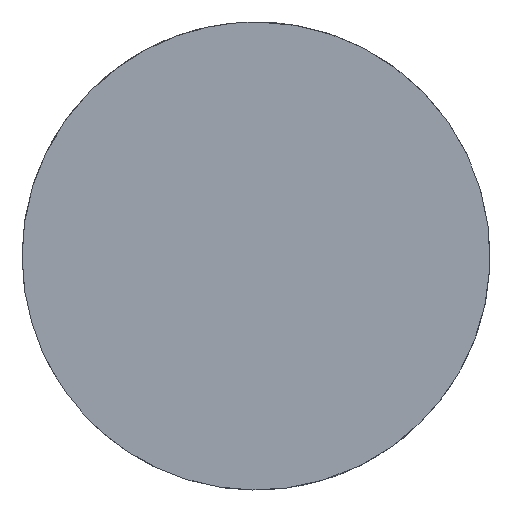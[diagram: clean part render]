
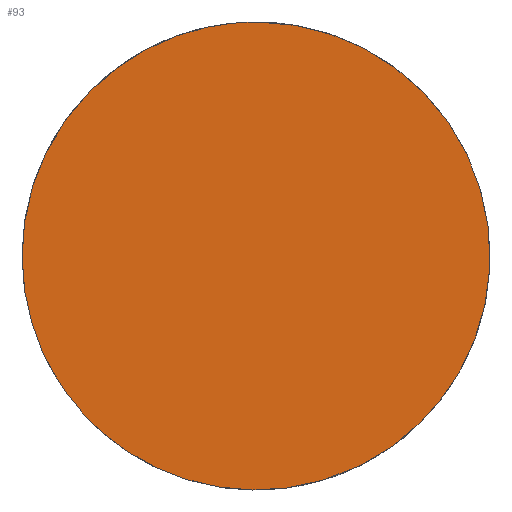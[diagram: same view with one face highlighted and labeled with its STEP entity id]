
A CAD part, front view. The second image highlights one B-rep face of the part: STEP entity #93.
In plain terms, the highlighted planar face has unit normal (0, -1, 0).
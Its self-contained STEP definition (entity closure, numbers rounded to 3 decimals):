
#37=CARTESIAN_POINT('POINT4',(-334.77,
   -79.5,21.354));
#38=VERTEX_POINT('VERTEX4',#37);
#46=CARTESIAN_POINT('POINT5',(-340.971,
   -79.5,26.));
#47=VERTEX_POINT('VERTEX5',#46);
#53=(BOUNDED_CURVE() B_SPLINE_CURVE(2,(#54,#55,#56),.UNSPECIFIED.,.F.,
   .F.) B_SPLINE_CURVE_WITH_KNOTS((3,3),(0.,0.2),
   .UNSPECIFIED.) CURVE() GEOMETRIC_REPRESENTATION_ITEM() 
   RATIONAL_B_SPLINE_CURVE((1.,0.7,0.76)) 
   REPRESENTATION_ITEM('SPLINE_CRV5'));
#54=CARTESIAN_POINT('',(-340.971,-79.5,
   26.));
#55=CARTESIAN_POINT('',(-336.146,-79.5,
   25.978));
#56=CARTESIAN_POINT('',(-334.77,-79.5,
   21.354));
#57=EDGE_CURVE('EDGE6',#47,#38,#53,.T.);
#67=ORIENTED_EDGE('COEDGE8',*,*,#57,.F.);
#68=CARTESIAN_POINT('POINT6',(-347.23,
   -79.5,17.646));
#69=VERTEX_POINT('VERTEX6',#68);
#70=(BOUNDED_CURVE() B_SPLINE_CURVE(2,(#71,#72,#73),.UNSPECIFIED.,.F.,
   .F.) B_SPLINE_CURVE_WITH_KNOTS((3,3),(0.708,1.),
   .UNSPECIFIED.) CURVE() GEOMETRIC_REPRESENTATION_ITEM() 
   RATIONAL_B_SPLINE_CURVE((0.891,0.562,
   1.)) REPRESENTATION_ITEM('SPLINE_CRV6'));
#71=CARTESIAN_POINT('',(-347.23,-79.5,
   17.646));
#72=CARTESIAN_POINT('',(-349.727,-79.5,
   26.039));
#73=CARTESIAN_POINT('',(-340.971,-79.5,
   26.));
#74=EDGE_CURVE('EDGE7',#69,#47,#70,.T.);
#75=ORIENTED_EDGE('COEDGE9',*,*,#74,.F.);
#76=(BOUNDED_CURVE() B_SPLINE_CURVE(2,(#77,#78,#79,#80,#81,#82,#83),
   .UNSPECIFIED.,.F.,.F.) B_SPLINE_CURVE_WITH_KNOTS((3,2,2,3),(0.2,
   0.333,0.667,0.708),
   .UNSPECIFIED.) CURVE() GEOMETRIC_REPRESENTATION_ITEM() 
   RATIONAL_B_SPLINE_CURVE((0.76,0.8,1.,0.5,1.
   ,0.938,0.891)) REPRESENTATION_ITEM(
   'SPLINE_CRV7'));
#77=CARTESIAN_POINT('',(-334.77,-79.5,
   21.354));
#78=CARTESIAN_POINT('',(-333.967,-79.5,
   18.656));
#79=CARTESIAN_POINT('',(-335.385,-79.5,
   16.225));
#80=CARTESIAN_POINT('',(-341.058,-79.5,
   6.5));
#81=CARTESIAN_POINT('',(-346.644,-79.5,
   16.275));
#82=CARTESIAN_POINT('',(-347.016,-79.5,
   16.927));
#83=CARTESIAN_POINT('',(-347.23,-79.5,
   17.646));
#84=EDGE_CURVE('EDGE8',#38,#69,#76,.T.);
#85=ORIENTED_EDGE('COEDGE10',*,*,#84,.F.);
#86=EDGE_LOOP('NONE',(#67,#75,#85));
#87=FACE_BOUND('LOOP1',#86,.T.);
#88=CARTESIAN_POINT('POS4',(-341.,
   -79.5,19.5));
#89=DIRECTION('DIR6',(0.,-1.,
   0.));
#90=DIRECTION('DIR7',(1.,0.,
   0.));
#91=AXIS2_PLACEMENT_3D('AXIS3',#88,#89,#90);
#92=PLANE('PLANE2',#91);
#93=ADVANCED_FACE('FACE3',(#87),#92,.T.);
